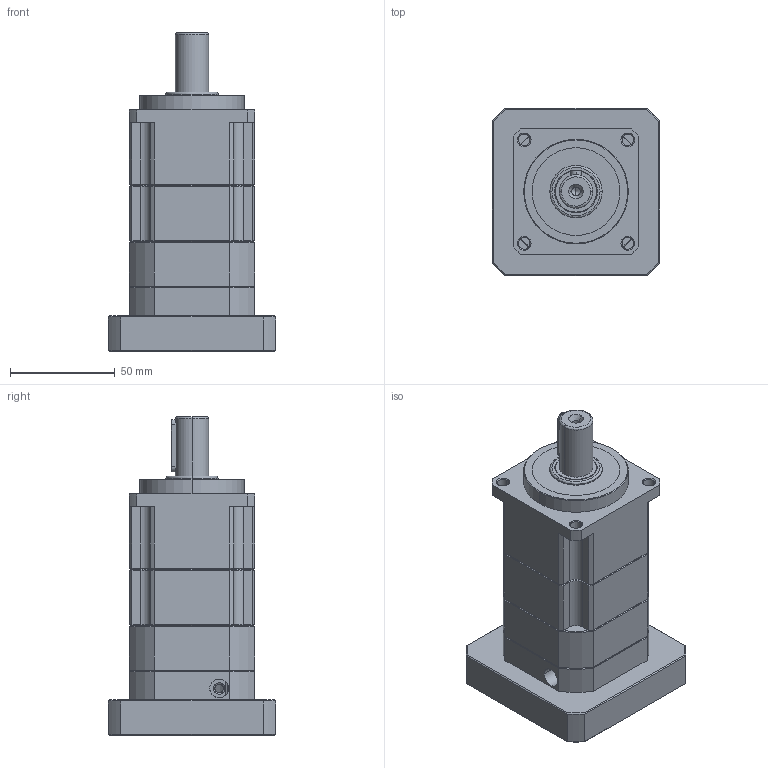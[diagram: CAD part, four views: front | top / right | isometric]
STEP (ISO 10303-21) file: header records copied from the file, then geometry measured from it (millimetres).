
FILE_DESCRIPTION (( 'STEP AP214' ), '1' );
FILE_NAME ('SB060-L2-19-70-90-M5-M6.STEP', '2021-12-18T05:11:57', ( 'admin' ), ( '' ), 'SwSTEP 2.0', 'SolidWorks 2013', '' );
FILE_SCHEMA (( 'AUTOMOTIVE_DESIGN' ));
Length unit declared in the file: millimetre
Products named in the file (4): 60-70-90M5_X2_6CD55170_X0_; SB060-L2_X2_58F34F537AEF_X0_-19; SB060_X2_8F9351FA7AEF_X0_; SB060-L2-19-70-90-M5-M6
Assembly tree (3 placements, depth 2):
  SB060-L2-19-70-90-M5-M6
    SB060_X2_8F9351FA7AEF_X0_
    SB060-L2_X2_58F34F537AEF_X0_-19
    60-70-90M5_X2_6CD55170_X0_
Bounding box: 80 x 80 x 152.5 mm (x, y, z)
Volume: 385907.3 mm3; surface area: 69945.6 mm2
Topology: 3 solids, 3 shells, 568 faces, 1331 edges, 795 vertices
Faces by surface type: plane 205, cylinder 179, cone 159, bspline 25
Entity records: 23334 total; most frequent: CARTESIAN_POINT 4067, DIRECTION 2776, ORIENTED_EDGE 2618, EDGE_CURVE 1309, AXIS2_PLACEMENT_3D 1072, VERTEX_POINT 795, EDGE_LOOP 638, VECTOR 632
